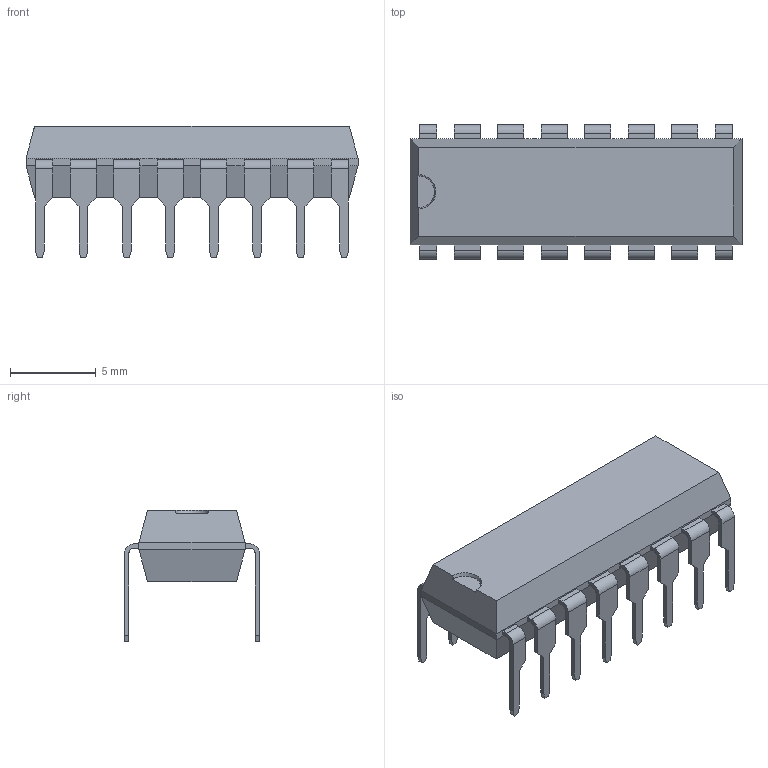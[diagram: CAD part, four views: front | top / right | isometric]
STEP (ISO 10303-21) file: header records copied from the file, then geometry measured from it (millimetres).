
FILE_DESCRIPTION(('STEP AP214'), '1');
FILE_NAME('DIP_package', '2018-05-07T10:25:14', ('Egor'), (''), 'ASCON STEP Converter 1.3', 'ASCON Math Kernel', '');
FILE_SCHEMA(('AUTOMOTIVE_DESIGN { 1 0 10303 214 3 1 1}'));
Length unit declared in the file: millimetre
Bounding box: 19.4 x 7.87 x 7.66 mm (x, y, z)
Volume: 475.8 mm3; surface area: 628.1 mm2
Topology: 1 solids, 1 shells, 250 faces, 686 edges, 454 vertices
Faces by surface type: plane 217, cylinder 32, cone 1
Entity records: 9860 total; most frequent: CARTESIAN_POINT 1391, ORIENTED_EDGE 1372, DIRECTION 1254, EDGE_CURVE 686, LINE 620, VECTOR 620, VERTEX_POINT 454, AXIS2_PLACEMENT_3D 317
